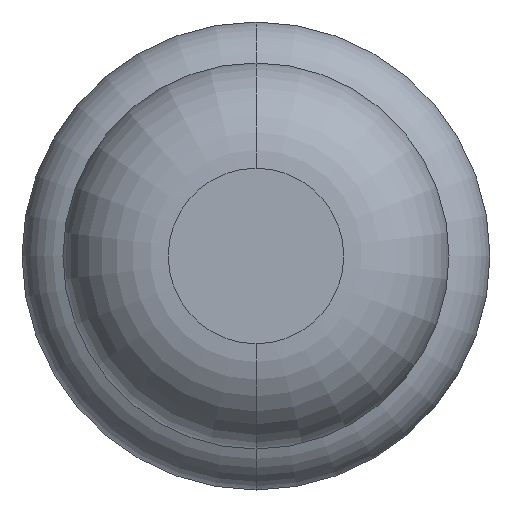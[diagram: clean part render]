
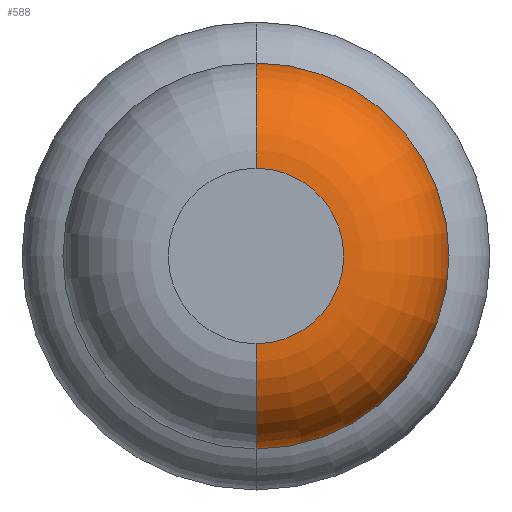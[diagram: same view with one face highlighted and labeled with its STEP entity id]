
A CAD part, front view. The second image highlights one B-rep face of the part: STEP entity #588.
In plain terms, the highlighted toroidal (fillet/blend) face has major radius 0.375 mm and minor radius 0.45 mm.
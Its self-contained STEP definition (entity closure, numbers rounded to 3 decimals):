
#83 = DIRECTION ( 'NONE',  ( 0., 1., 0. ) ) ;
#137 = AXIS2_PLACEMENT_3D ( 'NONE', #2306, #1108, #2042 ) ;
#222 = EDGE_LOOP ( 'NONE', ( #1362, #971, #1090, #444 ) ) ;
#288 = EDGE_CURVE ( 'NONE', #1900, #746, #919, .T. ) ;
#408 = TOROIDAL_SURFACE ( 'NONE', #137, 0.375, 0.45 ) ;
#444 = ORIENTED_EDGE ( 'NONE', *, *, #2556, .F. ) ;
#588 = ADVANCED_FACE ( 'Defeature ausgef�hrt2_11', ( #1797 ), #408, .T. ) ;
#746 = VERTEX_POINT ( 'NONE', #893 ) ;
#758 = VERTEX_POINT ( 'NONE', #3274 ) ;
#822 = DIRECTION ( 'NONE',  ( 0., 0., 1. ) ) ;
#870 = EDGE_CURVE ( 'Defeature ausgef�hrt2_12+Defeature ausgef�hrt2_11+Defeature ausgef�hrt2_11+Defeature ausgef�hrt2_11', #758, #746, #1609, .T. ) ;
#893 = CARTESIAN_POINT ( 'NONE',  ( 0., -29.95, -0.825 ) ) ;
#919 = CIRCLE ( 'NONE', #1104, 0.45 ) ;
#962 = DIRECTION ( 'NONE',  ( 0., 0., 1. ) ) ;
#971 = ORIENTED_EDGE ( 'NONE', *, *, #288, .T. ) ;
#982 = AXIS2_PLACEMENT_3D ( 'NONE', #1164, #2356, #822 ) ;
#1059 = CARTESIAN_POINT ( 'NONE',  ( 0., -30.4, -0.375 ) ) ;
#1090 = ORIENTED_EDGE ( 'NONE', *, *, #870, .F. ) ;
#1104 = AXIS2_PLACEMENT_3D ( 'NONE', #3321, #2158, #3620 ) ;
#1108 = DIRECTION ( 'NONE',  ( 0., 1., 0. ) ) ;
#1153 = VERTEX_POINT ( 'NONE', #2369 ) ;
#1164 = CARTESIAN_POINT ( 'NONE',  ( 0., -29.95, 0.375 ) ) ;
#1216 = CIRCLE ( 'NONE', #982, 0.45 ) ;
#1362 = ORIENTED_EDGE ( 'NONE', *, *, #1464, .T. ) ;
#1464 = EDGE_CURVE ( 'Defeature ausgef�hrt2_11+Defeature ausgef�hrt2_10+Defeature ausgef�hrt2_10+Defeature ausgef�hrt2_10', #1153, #1900, #3526, .T. ) ;
#1588 = AXIS2_PLACEMENT_3D ( 'NONE', #1871, #83, #962 ) ;
#1609 = CIRCLE ( 'NONE', #1588, 0.825 ) ;
#1797 = FACE_OUTER_BOUND ( 'NONE', #222, .T. ) ;
#1871 = CARTESIAN_POINT ( 'NONE',  ( 0., -29.95, 0. ) ) ;
#1900 = VERTEX_POINT ( 'NONE', #1059 ) ;
#1918 = DIRECTION ( 'NONE',  ( 0., 0., 1. ) ) ;
#2042 = DIRECTION ( 'NONE',  ( 0., 0., 1. ) ) ;
#2158 = DIRECTION ( 'NONE',  ( 1., 0., 0. ) ) ;
#2306 = CARTESIAN_POINT ( 'NONE',  ( 0., -29.95, 0. ) ) ;
#2356 = DIRECTION ( 'NONE',  ( -1., 0., 0. ) ) ;
#2369 = CARTESIAN_POINT ( 'NONE',  ( 0., -30.4, 0.375 ) ) ;
#2556 = EDGE_CURVE ( 'NONE', #1153, #758, #1216, .T. ) ;
#2565 = CARTESIAN_POINT ( 'NONE',  ( 0., -30.4, 0. ) ) ;
#2979 = AXIS2_PLACEMENT_3D ( 'NONE', #2565, #3109, #1918 ) ;
#3109 = DIRECTION ( 'NONE',  ( 0., 1., 0. ) ) ;
#3274 = CARTESIAN_POINT ( 'NONE',  ( 0., -29.95, 0.825 ) ) ;
#3321 = CARTESIAN_POINT ( 'NONE',  ( 0., -29.95, -0.375 ) ) ;
#3526 = CIRCLE ( 'NONE', #2979, 0.375 ) ;
#3620 = DIRECTION ( 'NONE',  ( 0., 0., -1. ) ) ;
